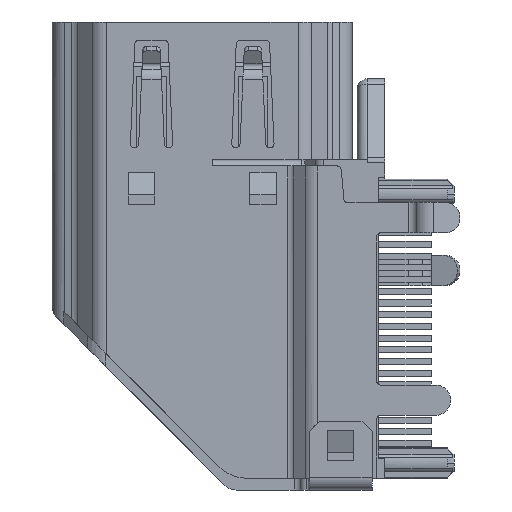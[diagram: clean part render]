
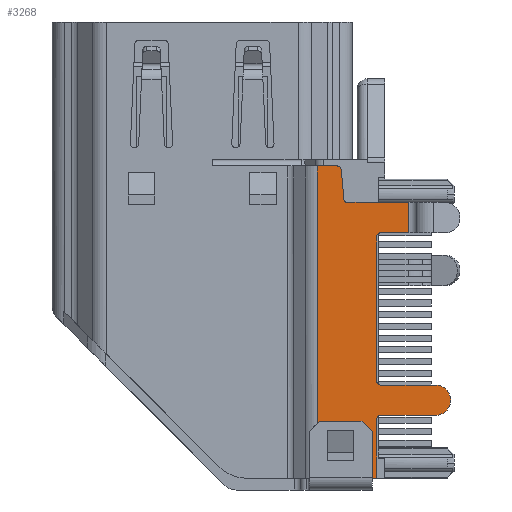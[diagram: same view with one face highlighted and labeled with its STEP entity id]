
A CAD part, left-side view. The second image highlights one B-rep face of the part: STEP entity #3268.
In plain terms, the highlighted planar face has unit normal (-1, 0, 0).
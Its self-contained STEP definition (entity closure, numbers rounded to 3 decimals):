
#3061 = EDGE_CURVE('',#3062,#3064,#3066,.T.);
#3062 = VERTEX_POINT('',#3063);
#3063 = CARTESIAN_POINT('',(-3.45,-8.38,-22.5));
#3064 = VERTEX_POINT('',#3065);
#3065 = CARTESIAN_POINT('',(-3.45,-8.6,-22.5));
#3066 = LINE('',#3067,#3068);
#3067 = CARTESIAN_POINT('',(-3.45,-8.38,-22.5));
#3068 = VECTOR('',#3069,1.);
#3069 = DIRECTION('',(0.,-1.,0.));
#3268 = ADVANCED_FACE('',(#3269),#3436,.T.);
#3269 = FACE_BOUND('',#3270,.F.);
#3270 = EDGE_LOOP('',(#3271,#3281,#3290,#3298,#3307,#3315,#3324,#3332,
    #3341,#3347,#3348,#3356,#3364,#3372,#3380,#3388,#3396,#3405,#3413,
    #3422,#3430));
#3271 = ORIENTED_EDGE('',*,*,#3272,.T.);
#3272 = EDGE_CURVE('',#3273,#3275,#3277,.T.);
#3273 = VERTEX_POINT('',#3274);
#3274 = CARTESIAN_POINT('',(-3.45,-10.19,-10.4));
#3275 = VERTEX_POINT('',#3276);
#3276 = CARTESIAN_POINT('',(-3.45,-8.8,-10.4));
#3277 = LINE('',#3278,#3279);
#3278 = CARTESIAN_POINT('',(-3.45,-10.19,-10.4));
#3279 = VECTOR('',#3280,1.);
#3280 = DIRECTION('',(0.,1.,0.));
#3281 = ORIENTED_EDGE('',*,*,#3282,.F.);
#3282 = EDGE_CURVE('',#3283,#3275,#3285,.T.);
#3283 = VERTEX_POINT('',#3284);
#3284 = CARTESIAN_POINT('',(-3.45,-8.6,-10.6));
#3285 = CIRCLE('',#3286,0.2);
#3286 = AXIS2_PLACEMENT_3D('',#3287,#3288,#3289);
#3287 = CARTESIAN_POINT('',(-3.45,-8.8,-10.6));
#3288 = DIRECTION('',(1.,0.,0.));
#3289 = DIRECTION('',(-0.,1.,0.));
#3290 = ORIENTED_EDGE('',*,*,#3291,.F.);
#3291 = EDGE_CURVE('',#3292,#3283,#3294,.T.);
#3292 = VERTEX_POINT('',#3293);
#3293 = CARTESIAN_POINT('',(-3.45,-8.6,-17.7));
#3294 = LINE('',#3295,#3296);
#3295 = CARTESIAN_POINT('',(-3.45,-8.6,-17.7));
#3296 = VECTOR('',#3297,1.);
#3297 = DIRECTION('',(0.,0.,1.));
#3298 = ORIENTED_EDGE('',*,*,#3299,.F.);
#3299 = EDGE_CURVE('',#3300,#3292,#3302,.T.);
#3300 = VERTEX_POINT('',#3301);
#3301 = CARTESIAN_POINT('',(-3.45,-8.8,-17.9));
#3302 = CIRCLE('',#3303,0.2);
#3303 = AXIS2_PLACEMENT_3D('',#3304,#3305,#3306);
#3304 = CARTESIAN_POINT('',(-3.45,-8.8,-17.7));
#3305 = DIRECTION('',(1.,0.,0.));
#3306 = DIRECTION('',(0.,0.,-1.));
#3307 = ORIENTED_EDGE('',*,*,#3308,.T.);
#3308 = EDGE_CURVE('',#3300,#3309,#3311,.T.);
#3309 = VERTEX_POINT('',#3310);
#3310 = CARTESIAN_POINT('',(-3.45,-11.5,-17.9));
#3311 = LINE('',#3312,#3313);
#3312 = CARTESIAN_POINT('',(-3.45,-8.8,-17.9));
#3313 = VECTOR('',#3314,1.);
#3314 = DIRECTION('',(0.,-1.,0.));
#3315 = ORIENTED_EDGE('',*,*,#3316,.F.);
#3316 = EDGE_CURVE('',#3317,#3309,#3319,.T.);
#3317 = VERTEX_POINT('',#3318);
#3318 = CARTESIAN_POINT('',(-3.45,-11.5,-19.4));
#3319 = CIRCLE('',#3320,0.75);
#3320 = AXIS2_PLACEMENT_3D('',#3321,#3322,#3323);
#3321 = CARTESIAN_POINT('',(-3.45,-11.5,-18.65));
#3322 = DIRECTION('',(-1.,0.,0.));
#3323 = DIRECTION('',(0.,0.,-1.));
#3324 = ORIENTED_EDGE('',*,*,#3325,.F.);
#3325 = EDGE_CURVE('',#3326,#3317,#3328,.T.);
#3326 = VERTEX_POINT('',#3327);
#3327 = CARTESIAN_POINT('',(-3.45,-8.8,-19.4));
#3328 = LINE('',#3329,#3330);
#3329 = CARTESIAN_POINT('',(-3.45,-8.8,-19.4));
#3330 = VECTOR('',#3331,1.);
#3331 = DIRECTION('',(0.,-1.,0.));
#3332 = ORIENTED_EDGE('',*,*,#3333,.F.);
#3333 = EDGE_CURVE('',#3334,#3326,#3336,.T.);
#3334 = VERTEX_POINT('',#3335);
#3335 = CARTESIAN_POINT('',(-3.45,-8.6,-19.6));
#3336 = CIRCLE('',#3337,0.2);
#3337 = AXIS2_PLACEMENT_3D('',#3338,#3339,#3340);
#3338 = CARTESIAN_POINT('',(-3.45,-8.8,-19.6));
#3339 = DIRECTION('',(1.,0.,0.));
#3340 = DIRECTION('',(-0.,1.,0.));
#3341 = ORIENTED_EDGE('',*,*,#3342,.T.);
#3342 = EDGE_CURVE('',#3334,#3064,#3343,.T.);
#3343 = LINE('',#3344,#3345);
#3344 = CARTESIAN_POINT('',(-3.45,-8.6,-19.6));
#3345 = VECTOR('',#3346,1.);
#3346 = DIRECTION('',(0.,0.,-1.));
#3347 = ORIENTED_EDGE('',*,*,#3061,.F.);
#3348 = ORIENTED_EDGE('',*,*,#3349,.T.);
#3349 = EDGE_CURVE('',#3062,#3350,#3352,.T.);
#3350 = VERTEX_POINT('',#3351);
#3351 = CARTESIAN_POINT('',(-3.45,-8.38,-20.192));
#3352 = LINE('',#3353,#3354);
#3353 = CARTESIAN_POINT('',(-3.45,-8.38,-22.5));
#3354 = VECTOR('',#3355,1.);
#3355 = DIRECTION('',(0.,0.,1.));
#3356 = ORIENTED_EDGE('',*,*,#3357,.F.);
#3357 = EDGE_CURVE('',#3358,#3350,#3360,.T.);
#3358 = VERTEX_POINT('',#3359);
#3359 = CARTESIAN_POINT('',(-3.45,-7.88,-19.692));
#3360 = LINE('',#3361,#3362);
#3361 = CARTESIAN_POINT('',(-3.45,-7.88,-19.692));
#3362 = VECTOR('',#3363,1.);
#3363 = DIRECTION('',(0.,-0.707,-0.707));
#3364 = ORIENTED_EDGE('',*,*,#3365,.F.);
#3365 = EDGE_CURVE('',#3366,#3358,#3368,.T.);
#3366 = VERTEX_POINT('',#3367);
#3367 = CARTESIAN_POINT('',(-3.45,-5.78,-19.692));
#3368 = LINE('',#3369,#3370);
#3369 = CARTESIAN_POINT('',(-3.45,-5.78,-19.692));
#3370 = VECTOR('',#3371,1.);
#3371 = DIRECTION('',(0.,-1.,0.));
#3372 = ORIENTED_EDGE('',*,*,#3373,.F.);
#3373 = EDGE_CURVE('',#3374,#3366,#3376,.T.);
#3374 = VERTEX_POINT('',#3375);
#3375 = CARTESIAN_POINT('',(-3.45,-5.673,-19.799));
#3376 = LINE('',#3377,#3378);
#3377 = CARTESIAN_POINT('',(-3.45,-5.673,-19.799));
#3378 = VECTOR('',#3379,1.);
#3379 = DIRECTION('',(0.,-0.707,0.707));
#3380 = ORIENTED_EDGE('',*,*,#3381,.T.);
#3381 = EDGE_CURVE('',#3374,#3382,#3384,.T.);
#3382 = VERTEX_POINT('',#3383);
#3383 = CARTESIAN_POINT('',(-3.45,-5.673,-7.1));
#3384 = LINE('',#3385,#3386);
#3385 = CARTESIAN_POINT('',(-3.45,-5.673,-19.799));
#3386 = VECTOR('',#3387,1.);
#3387 = DIRECTION('',(0.,0.,1.));
#3388 = ORIENTED_EDGE('',*,*,#3389,.T.);
#3389 = EDGE_CURVE('',#3382,#3390,#3392,.T.);
#3390 = VERTEX_POINT('',#3391);
#3391 = CARTESIAN_POINT('',(-3.45,-6.659,-7.1));
#3392 = LINE('',#3393,#3394);
#3393 = CARTESIAN_POINT('',(-3.45,-5.673,-7.1));
#3394 = VECTOR('',#3395,1.);
#3395 = DIRECTION('',(0.,-1.,0.));
#3396 = ORIENTED_EDGE('',*,*,#3397,.F.);
#3397 = EDGE_CURVE('',#3398,#3390,#3400,.T.);
#3398 = VERTEX_POINT('',#3399);
#3399 = CARTESIAN_POINT('',(-3.45,-6.858,-7.283));
#3400 = CIRCLE('',#3401,0.2);
#3401 = AXIS2_PLACEMENT_3D('',#3402,#3403,#3404);
#3402 = CARTESIAN_POINT('',(-3.45,-6.659,-7.3));
#3403 = DIRECTION('',(-1.,0.,0.));
#3404 = DIRECTION('',(0.,-0.996,0.087));
#3405 = ORIENTED_EDGE('',*,*,#3406,.T.);
#3406 = EDGE_CURVE('',#3398,#3407,#3409,.T.);
#3407 = VERTEX_POINT('',#3408);
#3408 = CARTESIAN_POINT('',(-3.45,-6.984,-8.717));
#3409 = LINE('',#3410,#3411);
#3410 = CARTESIAN_POINT('',(-3.45,-6.858,-7.283));
#3411 = VECTOR('',#3412,1.);
#3412 = DIRECTION('',(0.,-0.087,-0.996));
#3413 = ORIENTED_EDGE('',*,*,#3414,.T.);
#3414 = EDGE_CURVE('',#3407,#3415,#3417,.T.);
#3415 = VERTEX_POINT('',#3416);
#3416 = CARTESIAN_POINT('',(-3.45,-7.183,-8.9));
#3417 = CIRCLE('',#3418,0.2);
#3418 = AXIS2_PLACEMENT_3D('',#3419,#3420,#3421);
#3419 = CARTESIAN_POINT('',(-3.45,-7.183,-8.7));
#3420 = DIRECTION('',(-1.,0.,0.));
#3421 = DIRECTION('',(0.,0.996,-0.087));
#3422 = ORIENTED_EDGE('',*,*,#3423,.T.);
#3423 = EDGE_CURVE('',#3415,#3424,#3426,.T.);
#3424 = VERTEX_POINT('',#3425);
#3425 = CARTESIAN_POINT('',(-3.45,-10.19,-8.9));
#3426 = LINE('',#3427,#3428);
#3427 = CARTESIAN_POINT('',(-3.45,-7.183,-8.9));
#3428 = VECTOR('',#3429,1.);
#3429 = DIRECTION('',(0.,-1.,0.));
#3430 = ORIENTED_EDGE('',*,*,#3431,.T.);
#3431 = EDGE_CURVE('',#3424,#3273,#3432,.T.);
#3432 = LINE('',#3433,#3434);
#3433 = CARTESIAN_POINT('',(-3.45,-10.19,-8.9));
#3434 = VECTOR('',#3435,1.);
#3435 = DIRECTION('',(0.,0.,-1.));
#3436 = PLANE('',#3437);
#3437 = AXIS2_PLACEMENT_3D('',#3438,#3439,#3440);
#3438 = CARTESIAN_POINT('',(-3.45,-5.673,-6.8));
#3439 = DIRECTION('',(-1.,0.,0.));
#3440 = DIRECTION('',(0.,-1.,0.));
